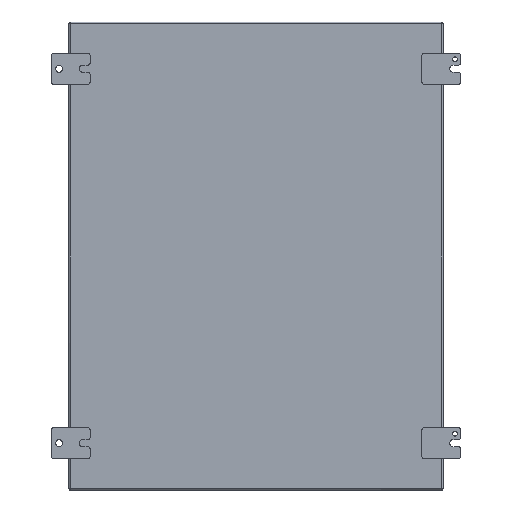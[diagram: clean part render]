
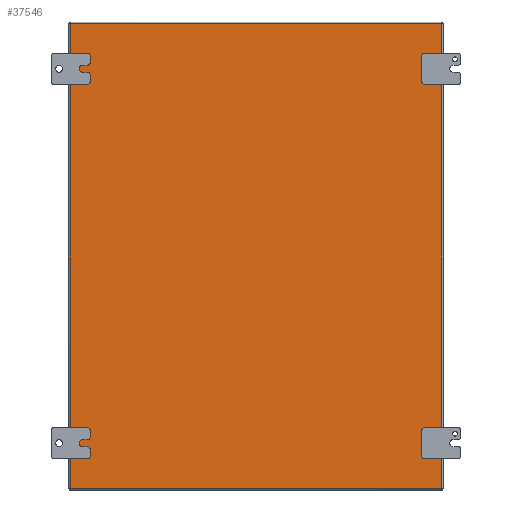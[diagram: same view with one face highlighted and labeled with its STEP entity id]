
A CAD part, left-side view. The second image highlights one B-rep face of the part: STEP entity #37546.
In plain terms, the highlighted face is planar.
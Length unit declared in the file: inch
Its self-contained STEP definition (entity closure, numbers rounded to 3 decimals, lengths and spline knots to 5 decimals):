
#3928 = DIRECTION ( 'NONE',  ( -1., 0., 0. ) ) ;
#9112 = VECTOR ( 'NONE', #76269, 39.37008 ) ;
#9801 = DIRECTION ( 'NONE',  ( 0., 0., 1. ) ) ;
#13324 = FACE_OUTER_BOUND ( 'NONE', #68073, .T. ) ;
#15668 = AXIS2_PLACEMENT_3D ( 'NONE', #92923, #51463, #43472 ) ;
#18664 = LINE ( 'NONE', #20718, #25058 ) ;
#20718 = CARTESIAN_POINT ( 'NONE',  ( -14.892, 0., -11.892 ) ) ;
#23661 = LINE ( 'NONE', #63612, #92195 ) ;
#25058 = VECTOR ( 'NONE', #103396, 39.37008 ) ;
#25524 = ORIENTED_EDGE ( 'NONE', *, *, #94380, .F. ) ;
#27627 = VERTEX_POINT ( 'NONE', #61549 ) ;
#29019 = ORIENTED_EDGE ( 'NONE', *, *, #92675, .F. ) ;
#34770 = CARTESIAN_POINT ( 'NONE',  ( 14.892, 0., 11.892 ) ) ;
#35938 = ORIENTED_EDGE ( 'NONE', *, *, #81529, .F. ) ;
#37546 = ADVANCED_FACE ( 'NONE', ( #13324 ), #84234, .F. ) ;
#43372 = CARTESIAN_POINT ( 'NONE',  ( 14.892, 0., -11.892 ) ) ;
#43472 = DIRECTION ( 'NONE',  ( 0., 0., -1. ) ) ;
#51463 = DIRECTION ( 'NONE',  ( 0., -1., 0. ) ) ;
#51985 = VERTEX_POINT ( 'NONE', #107359 ) ;
#61549 = CARTESIAN_POINT ( 'NONE',  ( 14.892, 0., -11.892 ) ) ;
#63612 = CARTESIAN_POINT ( 'NONE',  ( -14.892, 0., 11.892 ) ) ;
#66357 = CARTESIAN_POINT ( 'NONE',  ( -14.892, 0., 11.892 ) ) ;
#68073 = EDGE_LOOP ( 'NONE', ( #29019, #94318, #25524, #35938 ) ) ;
#73851 = LINE ( 'NONE', #43372, #9112 ) ;
#76269 = DIRECTION ( 'NONE',  ( 1., 0., 0. ) ) ;
#77667 = LINE ( 'NONE', #34770, #106008 ) ;
#77810 = VERTEX_POINT ( 'NONE', #93175 ) ;
#79638 = EDGE_CURVE ( 'NONE', #100163, #77810, #18664, .T. ) ;
#81529 = EDGE_CURVE ( 'NONE', #27627, #51985, #77667, .T. ) ;
#84234 = PLANE ( 'NONE',  #15668 ) ;
#92195 = VECTOR ( 'NONE', #3928, 39.37008 ) ;
#92675 = EDGE_CURVE ( 'NONE', #77810, #27627, #73851, .T. ) ;
#92923 = CARTESIAN_POINT ( 'NONE',  ( -15., 0., -12. ) ) ;
#93175 = CARTESIAN_POINT ( 'NONE',  ( -14.892, 0., -11.892 ) ) ;
#94318 = ORIENTED_EDGE ( 'NONE', *, *, #79638, .F. ) ;
#94380 = EDGE_CURVE ( 'NONE', #51985, #100163, #23661, .T. ) ;
#100163 = VERTEX_POINT ( 'NONE', #66357 ) ;
#103396 = DIRECTION ( 'NONE',  ( 0., 0., -1. ) ) ;
#106008 = VECTOR ( 'NONE', #9801, 39.37008 ) ;
#107359 = CARTESIAN_POINT ( 'NONE',  ( 14.892, 0., 11.892 ) ) ;
